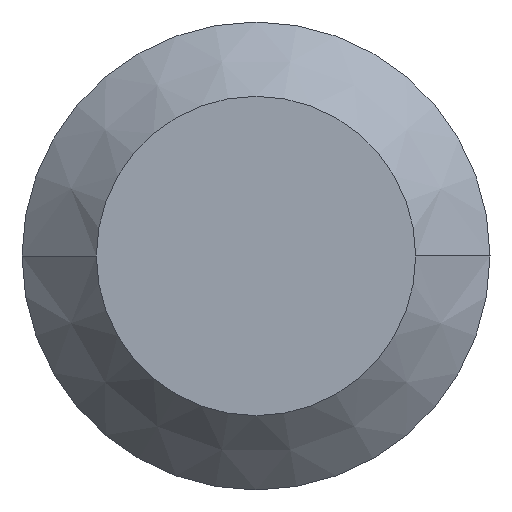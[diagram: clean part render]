
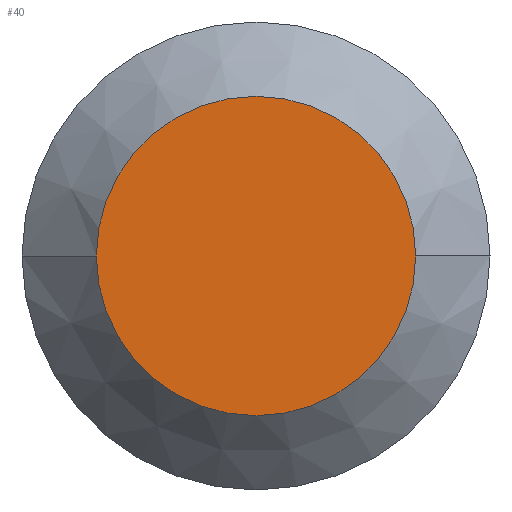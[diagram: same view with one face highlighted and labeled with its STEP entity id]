
A CAD part, left-side view. The second image highlights one B-rep face of the part: STEP entity #40.
In plain terms, the highlighted planar face has unit normal (-1, 0, 0).
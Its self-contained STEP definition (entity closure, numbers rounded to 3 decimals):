
#13 = AXIS2_PLACEMENT_3D ( 'NONE', #393, #204, #263 ) ;
#20 = DIRECTION ( 'NONE',  ( 0., 1., 0. ) ) ;
#24 = AXIS2_PLACEMENT_3D ( 'NONE', #113, #343, #20 ) ;
#38 = VERTEX_POINT ( 'NONE', #298 ) ;
#40 = ADVANCED_FACE ( 'NONE', ( #88 ), #337, .T. ) ;
#58 = EDGE_CURVE ( 'NONE', #38, #158, #102, .T. ) ;
#69 = ORIENTED_EDGE ( 'NONE', *, *, #253, .F. ) ;
#88 = FACE_OUTER_BOUND ( 'NONE', #354, .T. ) ;
#102 = CIRCLE ( 'NONE', #383, 1.365 ) ;
#113 = CARTESIAN_POINT ( 'NONE',  ( 0., 0., 0. ) ) ;
#158 = VERTEX_POINT ( 'NONE', #368 ) ;
#204 = DIRECTION ( 'NONE',  ( -1., 0., 0. ) ) ;
#243 = CARTESIAN_POINT ( 'NONE',  ( 0., 0., 0. ) ) ;
#253 = EDGE_CURVE ( 'NONE', #158, #38, #255, .T. ) ;
#255 = CIRCLE ( 'NONE', #24, 1.365 ) ;
#263 = DIRECTION ( 'NONE',  ( 0., -1., 0. ) ) ;
#298 = CARTESIAN_POINT ( 'NONE',  ( 0., 1.365, 0. ) ) ;
#313 = DIRECTION ( 'NONE',  ( 1., 0., 0. ) ) ;
#337 = PLANE ( 'NONE',  #13 ) ;
#343 = DIRECTION ( 'NONE',  ( 1., 0., 0. ) ) ;
#354 = EDGE_LOOP ( 'NONE', ( #414, #69 ) ) ;
#368 = CARTESIAN_POINT ( 'NONE',  ( 0., -1.365, 0. ) ) ;
#383 = AXIS2_PLACEMENT_3D ( 'NONE', #243, #313, #401 ) ;
#393 = CARTESIAN_POINT ( 'NONE',  ( 0., 0., 0. ) ) ;
#401 = DIRECTION ( 'NONE',  ( 0., 1., 0. ) ) ;
#414 = ORIENTED_EDGE ( 'NONE', *, *, #58, .F. ) ;
